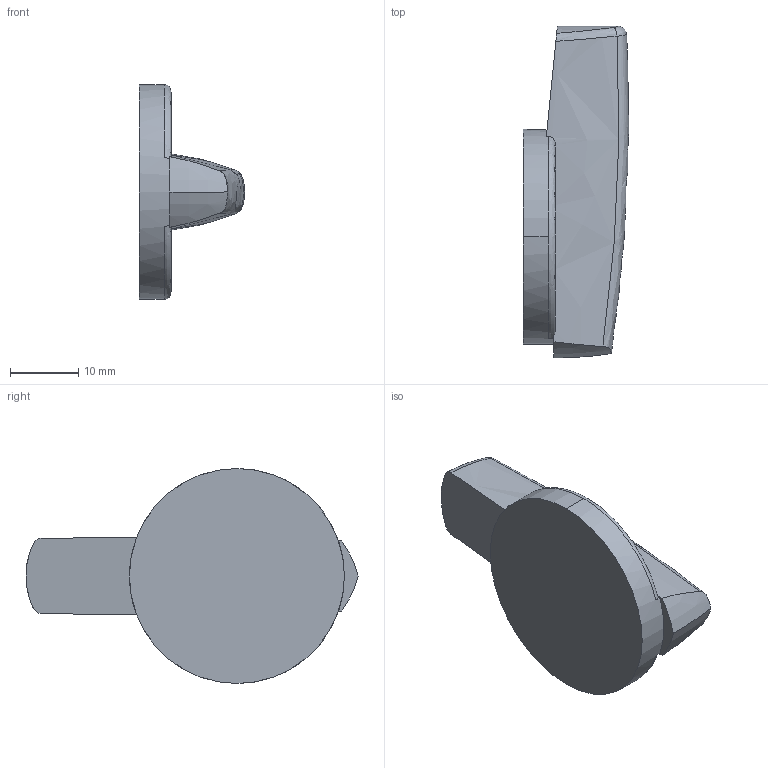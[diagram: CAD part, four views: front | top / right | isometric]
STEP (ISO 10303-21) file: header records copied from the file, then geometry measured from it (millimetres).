
FILE_DESCRIPTION (( 'STEP AP214' ), '1' );
FILE_NAME ('22995032.step', '2016-05-09T12:20:41', ( '' ), ( '' ), 'SwSTEP 2.0', 'SolidWorks 2015', '' );
FILE_SCHEMA (( 'AUTOMOTIVE_DESIGN' ));
Length unit declared in the file: inch
Products named in the file (1): 22995032
Bounding box: 15.47 x 48.8 x 31.6 mm (x, y, z)
Volume: 7685.9 mm3; surface area: 3234.9 mm2
Topology: 1 solids, 1 shells, 20 faces, 54 edges, 36 vertices
Faces by surface type: bspline 14, cylinder 3, plane 3
Entity records: 1734 total; most frequent: CARTESIAN_POINT 1310, ORIENTED_EDGE 108, EDGE_CURVE 54, DIRECTION 40, B_SPLINE_CURVE_WITH_KNOTS 36, VERTEX_POINT 36, EDGE_LOOP 20, ADVANCED_FACE 20
